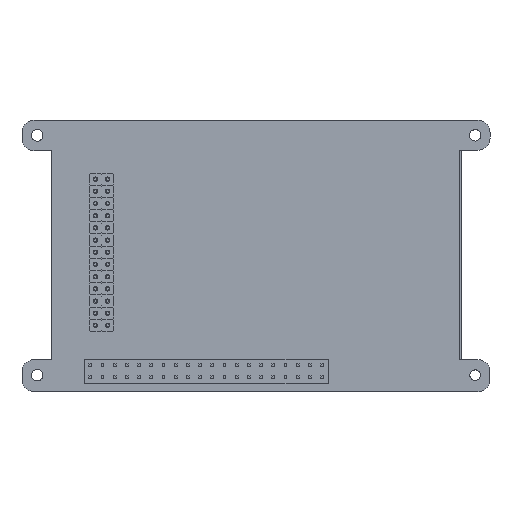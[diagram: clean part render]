
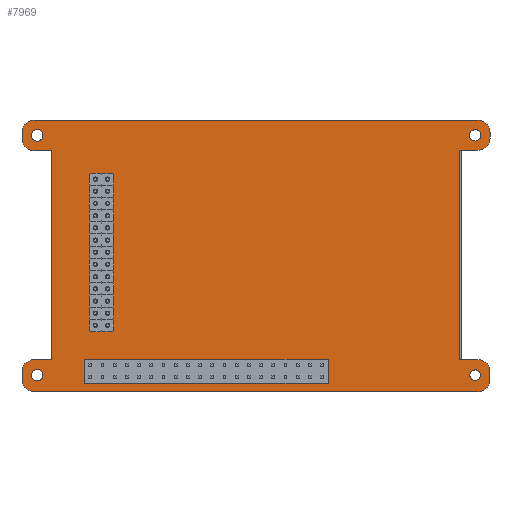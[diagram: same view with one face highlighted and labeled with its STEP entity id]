
A CAD part, top view. The second image highlights one B-rep face of the part: STEP entity #7969.
In plain terms, the highlighted planar face has unit normal (0, 0, 1).
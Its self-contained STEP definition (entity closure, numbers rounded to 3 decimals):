
#169=CIRCLE('',#8462,1.174);
#171=CIRCLE('',#8465,1.213);
#173=CIRCLE('',#8468,1.182);
#175=CIRCLE('',#8471,1.1);
#178=CIRCLE('',#8476,2.5);
#180=CIRCLE('',#8482,2.5);
#182=CIRCLE('',#8486,2.5);
#184=CIRCLE('',#8490,2.5);
#186=CIRCLE('',#8494,2.5);
#188=CIRCLE('',#8500,2.5);
#190=CIRCLE('',#8504,2.5);
#192=CIRCLE('',#8508,2.5);
#286=FACE_BOUND('',#1269,.T.);
#287=FACE_BOUND('',#1270,.T.);
#288=FACE_BOUND('',#1271,.T.);
#289=FACE_BOUND('',#1272,.T.);
#745=FACE_OUTER_BOUND('',#1268,.T.);
#1268=EDGE_LOOP('',(#6960,#6961,#6962,#6963,#6964,#6965,#6966,#6967,#6968,
#6969,#6970,#6971,#6972,#6973,#6974,#6975,#6976,#6977,#6978,#6979));
#1269=EDGE_LOOP('',(#6980));
#1270=EDGE_LOOP('',(#6981));
#1271=EDGE_LOOP('',(#6982));
#1272=EDGE_LOOP('',(#6983));
#2230=LINE('',#12626,#3236);
#2234=LINE('',#12638,#3240);
#2237=LINE('',#12644,#3243);
#2240=LINE('',#12650,#3246);
#2244=LINE('',#12662,#3250);
#2248=LINE('',#12674,#3254);
#2252=LINE('',#12686,#3258);
#2256=LINE('',#12698,#3262);
#2259=LINE('',#12704,#3265);
#2262=LINE('',#12710,#3268);
#2266=LINE('',#12722,#3272);
#2270=LINE('',#12734,#3276);
#3236=VECTOR('',#10436,10.);
#3240=VECTOR('',#10448,10.);
#3243=VECTOR('',#10453,10.);
#3246=VECTOR('',#10458,10.);
#3250=VECTOR('',#10470,10.);
#3254=VECTOR('',#10482,10.);
#3258=VECTOR('',#10494,10.);
#3262=VECTOR('',#10506,10.);
#3265=VECTOR('',#10511,10.);
#3268=VECTOR('',#10516,10.);
#3272=VECTOR('',#10528,10.);
#3276=VECTOR('',#10540,10.);
#3878=VERTEX_POINT('',#12600);
#3880=VERTEX_POINT('',#12605);
#3882=VERTEX_POINT('',#12610);
#3884=VERTEX_POINT('',#12615);
#3888=VERTEX_POINT('',#12623);
#3889=VERTEX_POINT('',#12625);
#3891=VERTEX_POINT('',#12631);
#3893=VERTEX_POINT('',#12637);
#3895=VERTEX_POINT('',#12643);
#3897=VERTEX_POINT('',#12649);
#3899=VERTEX_POINT('',#12655);
#3901=VERTEX_POINT('',#12661);
#3903=VERTEX_POINT('',#12667);
#3905=VERTEX_POINT('',#12673);
#3907=VERTEX_POINT('',#12679);
#3909=VERTEX_POINT('',#12685);
#3911=VERTEX_POINT('',#12691);
#3913=VERTEX_POINT('',#12697);
#3915=VERTEX_POINT('',#12703);
#3917=VERTEX_POINT('',#12709);
#3919=VERTEX_POINT('',#12715);
#3921=VERTEX_POINT('',#12721);
#3923=VERTEX_POINT('',#12727);
#3925=VERTEX_POINT('',#12733);
#4888=EDGE_CURVE('',#3878,#3878,#169,.T.);
#4890=EDGE_CURVE('',#3880,#3880,#171,.T.);
#4892=EDGE_CURVE('',#3882,#3882,#173,.T.);
#4894=EDGE_CURVE('',#3884,#3884,#175,.T.);
#4898=EDGE_CURVE('',#3889,#3888,#2230,.T.);
#4901=EDGE_CURVE('',#3891,#3889,#178,.T.);
#4904=EDGE_CURVE('',#3893,#3891,#2234,.T.);
#4907=EDGE_CURVE('',#3895,#3893,#2237,.T.);
#4910=EDGE_CURVE('',#3897,#3895,#2240,.T.);
#4913=EDGE_CURVE('',#3899,#3897,#180,.T.);
#4916=EDGE_CURVE('',#3901,#3899,#2244,.T.);
#4919=EDGE_CURVE('',#3903,#3901,#182,.T.);
#4922=EDGE_CURVE('',#3905,#3903,#2248,.T.);
#4925=EDGE_CURVE('',#3907,#3905,#184,.T.);
#4928=EDGE_CURVE('',#3909,#3907,#2252,.T.);
#4931=EDGE_CURVE('',#3911,#3909,#186,.T.);
#4934=EDGE_CURVE('',#3913,#3911,#2256,.T.);
#4937=EDGE_CURVE('',#3915,#3913,#2259,.T.);
#4940=EDGE_CURVE('',#3917,#3915,#2262,.T.);
#4943=EDGE_CURVE('',#3919,#3917,#188,.T.);
#4946=EDGE_CURVE('',#3921,#3919,#2266,.T.);
#4949=EDGE_CURVE('',#3923,#3921,#190,.T.);
#4952=EDGE_CURVE('',#3925,#3923,#2270,.T.);
#4955=EDGE_CURVE('',#3888,#3925,#192,.T.);
#6960=ORIENTED_EDGE('',*,*,#4955,.T.);
#6961=ORIENTED_EDGE('',*,*,#4952,.T.);
#6962=ORIENTED_EDGE('',*,*,#4949,.T.);
#6963=ORIENTED_EDGE('',*,*,#4946,.T.);
#6964=ORIENTED_EDGE('',*,*,#4943,.T.);
#6965=ORIENTED_EDGE('',*,*,#4940,.T.);
#6966=ORIENTED_EDGE('',*,*,#4937,.T.);
#6967=ORIENTED_EDGE('',*,*,#4934,.T.);
#6968=ORIENTED_EDGE('',*,*,#4931,.T.);
#6969=ORIENTED_EDGE('',*,*,#4928,.T.);
#6970=ORIENTED_EDGE('',*,*,#4925,.T.);
#6971=ORIENTED_EDGE('',*,*,#4922,.T.);
#6972=ORIENTED_EDGE('',*,*,#4919,.T.);
#6973=ORIENTED_EDGE('',*,*,#4916,.T.);
#6974=ORIENTED_EDGE('',*,*,#4913,.T.);
#6975=ORIENTED_EDGE('',*,*,#4910,.T.);
#6976=ORIENTED_EDGE('',*,*,#4907,.T.);
#6977=ORIENTED_EDGE('',*,*,#4904,.T.);
#6978=ORIENTED_EDGE('',*,*,#4901,.T.);
#6979=ORIENTED_EDGE('',*,*,#4898,.T.);
#6980=ORIENTED_EDGE('',*,*,#4894,.T.);
#6981=ORIENTED_EDGE('',*,*,#4892,.T.);
#6982=ORIENTED_EDGE('',*,*,#4890,.T.);
#6983=ORIENTED_EDGE('',*,*,#4888,.T.);
#7506=PLANE('',#8509);
#7969=ADVANCED_FACE('',(#745,#286,#287,#288,#289),#7506,.T.);
#8462=AXIS2_PLACEMENT_3D('',#12601,#10410,#10411);
#8465=AXIS2_PLACEMENT_3D('',#12606,#10416,#10417);
#8468=AXIS2_PLACEMENT_3D('',#12611,#10422,#10423);
#8471=AXIS2_PLACEMENT_3D('',#12616,#10428,#10429);
#8476=AXIS2_PLACEMENT_3D('',#12632,#10442,#10443);
#8482=AXIS2_PLACEMENT_3D('',#12656,#10464,#10465);
#8486=AXIS2_PLACEMENT_3D('',#12668,#10476,#10477);
#8490=AXIS2_PLACEMENT_3D('',#12680,#10488,#10489);
#8494=AXIS2_PLACEMENT_3D('',#12692,#10500,#10501);
#8500=AXIS2_PLACEMENT_3D('',#12716,#10522,#10523);
#8504=AXIS2_PLACEMENT_3D('',#12728,#10534,#10535);
#8508=AXIS2_PLACEMENT_3D('',#12738,#10546,#10547);
#8509=AXIS2_PLACEMENT_3D('',#12739,#10548,#10549);
#10410=DIRECTION('center_axis',(0.,0.,-1.));
#10411=DIRECTION('ref_axis',(1.,0.,0.));
#10416=DIRECTION('center_axis',(0.,0.,-1.));
#10417=DIRECTION('ref_axis',(1.,0.,0.));
#10422=DIRECTION('center_axis',(0.,0.,-1.));
#10423=DIRECTION('ref_axis',(1.,0.,0.));
#10428=DIRECTION('center_axis',(0.,0.,-1.));
#10429=DIRECTION('ref_axis',(1.,0.,0.));
#10436=DIRECTION('',(0.,-1.,0.));
#10442=DIRECTION('center_axis',(0.,0.,1.));
#10443=DIRECTION('ref_axis',(0.,1.,0.));
#10448=DIRECTION('',(-1.,0.,0.));
#10453=DIRECTION('',(0.,-1.,0.));
#10458=DIRECTION('',(1.,0.,0.));
#10464=DIRECTION('center_axis',(0.,0.,1.));
#10465=DIRECTION('ref_axis',(-1.,0.,0.));
#10470=DIRECTION('',(0.,-1.,0.));
#10476=DIRECTION('center_axis',(0.,0.,1.));
#10477=DIRECTION('ref_axis',(0.,1.,0.));
#10482=DIRECTION('',(-1.,0.,0.));
#10488=DIRECTION('center_axis',(0.,0.,1.));
#10489=DIRECTION('ref_axis',(1.,0.,0.));
#10494=DIRECTION('',(0.,1.,0.));
#10500=DIRECTION('center_axis',(0.,0.,1.));
#10501=DIRECTION('ref_axis',(0.,-1.,0.));
#10506=DIRECTION('',(1.,0.,0.));
#10511=DIRECTION('',(0.,1.,0.));
#10516=DIRECTION('',(-1.,0.,0.));
#10522=DIRECTION('center_axis',(0.,0.,1.));
#10523=DIRECTION('ref_axis',(1.,0.,0.));
#10528=DIRECTION('',(0.,1.,0.));
#10534=DIRECTION('center_axis',(0.,0.,1.));
#10535=DIRECTION('ref_axis',(0.,-1.,0.));
#10540=DIRECTION('',(1.,0.,0.));
#10546=DIRECTION('center_axis',(0.,0.,1.));
#10547=DIRECTION('ref_axis',(-1.,0.,0.));
#10548=DIRECTION('center_axis',(0.,0.,1.));
#10549=DIRECTION('ref_axis',(1.,0.,0.));
#12600=CARTESIAN_POINT('',(-142.688,136.664,1.6));
#12601=CARTESIAN_POINT('Origin',(-141.514,136.664,1.6));
#12605=CARTESIAN_POINT('',(-142.761,186.62,1.6));
#12606=CARTESIAN_POINT('Origin',(-141.549,186.62,1.6));
#12610=CARTESIAN_POINT('',(-51.507,186.62,1.6));
#12611=CARTESIAN_POINT('Origin',(-50.324,186.62,1.6));
#12615=CARTESIAN_POINT('',(-51.424,136.664,1.6));
#12616=CARTESIAN_POINT('Origin',(-50.324,136.664,1.6));
#12623=CARTESIAN_POINT('',(-144.674,135.729,1.6));
#12625=CARTESIAN_POINT('',(-144.674,137.422,1.6));
#12626=CARTESIAN_POINT('',(-144.674,135.729,1.6));
#12631=CARTESIAN_POINT('',(-142.174,139.922,1.6));
#12632=CARTESIAN_POINT('Origin',(-142.174,137.422,1.6));
#12637=CARTESIAN_POINT('',(-138.506,139.922,1.6));
#12638=CARTESIAN_POINT('',(-142.174,139.922,1.6));
#12643=CARTESIAN_POINT('',(-138.506,183.423,1.6));
#12644=CARTESIAN_POINT('',(-138.506,139.922,1.6));
#12649=CARTESIAN_POINT('',(-142.197,183.423,1.6));
#12650=CARTESIAN_POINT('',(-138.506,183.423,1.6));
#12655=CARTESIAN_POINT('',(-144.697,185.923,1.6));
#12656=CARTESIAN_POINT('Origin',(-142.197,185.923,1.6));
#12661=CARTESIAN_POINT('',(-144.697,187.249,1.6));
#12662=CARTESIAN_POINT('',(-144.697,185.923,1.6));
#12667=CARTESIAN_POINT('',(-142.197,189.749,1.6));
#12668=CARTESIAN_POINT('Origin',(-142.197,187.249,1.6));
#12673=CARTESIAN_POINT('',(-49.726,189.749,1.6));
#12674=CARTESIAN_POINT('',(-142.197,189.749,1.6));
#12679=CARTESIAN_POINT('',(-47.226,187.249,1.6));
#12680=CARTESIAN_POINT('Origin',(-49.726,187.249,1.6));
#12685=CARTESIAN_POINT('',(-47.226,186.041,1.6));
#12686=CARTESIAN_POINT('',(-47.226,187.249,1.6));
#12691=CARTESIAN_POINT('',(-49.726,183.541,1.6));
#12692=CARTESIAN_POINT('Origin',(-49.726,186.041,1.6));
#12697=CARTESIAN_POINT('',(-53.573,183.541,1.6));
#12698=CARTESIAN_POINT('',(-49.726,183.541,1.6));
#12703=CARTESIAN_POINT('',(-53.573,139.915,1.6));
#12704=CARTESIAN_POINT('',(-53.573,183.541,1.6));
#12709=CARTESIAN_POINT('',(-49.73,139.915,1.6));
#12710=CARTESIAN_POINT('',(-53.573,139.915,1.6));
#12715=CARTESIAN_POINT('',(-47.23,137.415,1.6));
#12716=CARTESIAN_POINT('Origin',(-49.73,137.415,1.6));
#12721=CARTESIAN_POINT('',(-47.23,135.729,1.6));
#12722=CARTESIAN_POINT('',(-47.23,137.415,1.6));
#12727=CARTESIAN_POINT('',(-49.73,133.229,1.6));
#12728=CARTESIAN_POINT('Origin',(-49.73,135.729,1.6));
#12733=CARTESIAN_POINT('',(-142.175,133.229,1.6));
#12734=CARTESIAN_POINT('',(-49.73,133.229,1.6));
#12738=CARTESIAN_POINT('Origin',(-142.174,135.729,1.6));
#12739=CARTESIAN_POINT('Origin',(-95.961,161.489,1.6));
